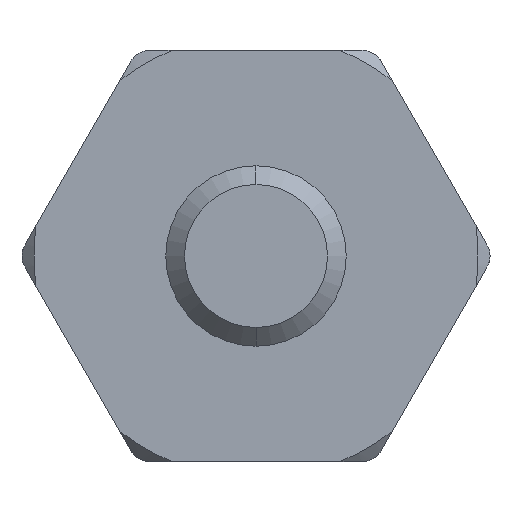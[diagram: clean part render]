
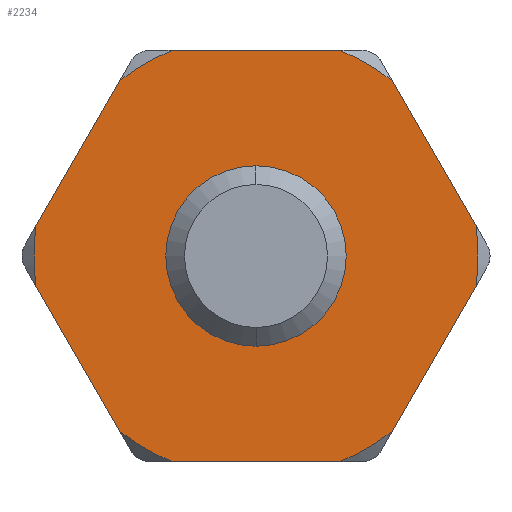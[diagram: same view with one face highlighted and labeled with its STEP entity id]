
A CAD part, front view. The second image highlights one B-rep face of the part: STEP entity #2234.
In plain terms, the highlighted planar face has unit normal (0, -1, 0).
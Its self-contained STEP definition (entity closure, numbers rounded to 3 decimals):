
#4 = VERTEX_POINT ( 'NONE', #170 ) ;
#14 = DIRECTION ( 'NONE',  ( 0., 0., 1. ) ) ;
#23 = LINE ( 'NONE', #1166, #1554 ) ;
#29 = CARTESIAN_POINT ( 'NONE',  ( 0., 0., 0. ) ) ;
#102 = VERTEX_POINT ( 'NONE', #2226 ) ;
#146 = CARTESIAN_POINT ( 'NONE',  ( -3.642, 0., -4.692 ) ) ;
#170 = CARTESIAN_POINT ( 'NONE',  ( 3.642, 0., -4.692 ) ) ;
#178 = CARTESIAN_POINT ( 'NONE',  ( -2.242, 0., -5.5 ) ) ;
#199 = EDGE_CURVE ( 'NONE', #577, #1537, #1720, .T. ) ;
#223 = CIRCLE ( 'NONE', #1236, 2.413 ) ;
#235 = LINE ( 'NONE', #795, #1682 ) ;
#264 = VECTOR ( 'NONE', #2173, 1000. ) ;
#304 = CARTESIAN_POINT ( 'NONE',  ( -5.884, 0., 0.808 ) ) ;
#334 = CARTESIAN_POINT ( 'NONE',  ( 0., 0., 0. ) ) ;
#340 = CARTESIAN_POINT ( 'NONE',  ( -3.642, 0., 4.692 ) ) ;
#342 = ORIENTED_EDGE ( 'NONE', *, *, #560, .T. ) ;
#343 = AXIS2_PLACEMENT_3D ( 'NONE', #1284, #1862, #2014 ) ;
#363 = VERTEX_POINT ( 'NONE', #178 ) ;
#392 = ORIENTED_EDGE ( 'NONE', *, *, #1250, .F. ) ;
#417 = VECTOR ( 'NONE', #589, 1000. ) ;
#440 = ORIENTED_EDGE ( 'NONE', *, *, #976, .F. ) ;
#469 = EDGE_CURVE ( 'NONE', #1996, #1537, #235, .T. ) ;
#475 = DIRECTION ( 'NONE',  ( 0., -1., 0. ) ) ;
#477 = VERTEX_POINT ( 'NONE', #2008 ) ;
#508 = CARTESIAN_POINT ( 'NONE',  ( 3.642, 0., 4.692 ) ) ;
#516 = VERTEX_POINT ( 'NONE', #1634 ) ;
#557 = CARTESIAN_POINT ( 'NONE',  ( 0., 0., 2.413 ) ) ;
#560 = EDGE_CURVE ( 'NONE', #842, #2070, #1920, .T. ) ;
#562 = CARTESIAN_POINT ( 'NONE',  ( 0., 0., 0. ) ) ;
#576 = DIRECTION ( 'NONE',  ( 0., 0., 1. ) ) ;
#577 = VERTEX_POINT ( 'NONE', #304 ) ;
#589 = DIRECTION ( 'NONE',  ( 0.5, 0., -0.866 ) ) ;
#598 = DIRECTION ( 'NONE',  ( 0., -1., 0. ) ) ;
#639 = ORIENTED_EDGE ( 'NONE', *, *, #1940, .T. ) ;
#653 = CIRCLE ( 'NONE', #1997, 5.939 ) ;
#708 = DIRECTION ( 'NONE',  ( 0., -1., 0. ) ) ;
#722 = EDGE_CURVE ( 'NONE', #842, #4, #23, .T. ) ;
#726 = VECTOR ( 'NONE', #1323, 1000. ) ;
#754 = DIRECTION ( 'NONE',  ( 0., 0., 1. ) ) ;
#795 = CARTESIAN_POINT ( 'NONE',  ( -3.175, 0., -5.5 ) ) ;
#842 = VERTEX_POINT ( 'NONE', #1377 ) ;
#851 = LINE ( 'NONE', #1987, #1039 ) ;
#881 = ORIENTED_EDGE ( 'NONE', *, *, #1304, .T. ) ;
#896 = DIRECTION ( 'NONE',  ( 0., 0., 1. ) ) ;
#906 = FACE_OUTER_BOUND ( 'NONE', #2392, .T. ) ;
#939 = ORIENTED_EDGE ( 'NONE', *, *, #199, .T. ) ;
#942 = EDGE_CURVE ( 'NONE', #577, #1659, #851, .T. ) ;
#976 = EDGE_CURVE ( 'NONE', #516, #477, #2058, .T. ) ;
#1035 = AXIS2_PLACEMENT_3D ( 'NONE', #1599, #2182, #2381 ) ;
#1039 = VECTOR ( 'NONE', #1040, 1000. ) ;
#1040 = DIRECTION ( 'NONE',  ( 0.5, 0., 0.866 ) ) ;
#1075 = CIRCLE ( 'NONE', #1875, 5.939 ) ;
#1077 = DIRECTION ( 'NONE',  ( 0., -1., 0. ) ) ;
#1096 = PLANE ( 'NONE',  #343 ) ;
#1166 = CARTESIAN_POINT ( 'NONE',  ( 6.351, 0., 0. ) ) ;
#1188 = CARTESIAN_POINT ( 'NONE',  ( 3.175, 0., -5.5 ) ) ;
#1196 = ORIENTED_EDGE ( 'NONE', *, *, #1646, .T. ) ;
#1203 = EDGE_CURVE ( 'NONE', #2332, #102, #1558, .T. ) ;
#1227 = VERTEX_POINT ( 'NONE', #508 ) ;
#1236 = AXIS2_PLACEMENT_3D ( 'NONE', #29, #2230, #576 ) ;
#1250 = EDGE_CURVE ( 'NONE', #1227, #2070, #1829, .T. ) ;
#1284 = CARTESIAN_POINT ( 'NONE',  ( 6.351, 0., 0. ) ) ;
#1304 = EDGE_CURVE ( 'NONE', #102, #2332, #223, .T. ) ;
#1323 = DIRECTION ( 'NONE',  ( 1., 0., 0. ) ) ;
#1329 = ORIENTED_EDGE ( 'NONE', *, *, #1845, .T. ) ;
#1341 = DIRECTION ( 'NONE',  ( 0., -1., 0. ) ) ;
#1360 = CARTESIAN_POINT ( 'NONE',  ( 2.242, 0., -5.5 ) ) ;
#1377 = CARTESIAN_POINT ( 'NONE',  ( 5.884, 0., -0.808 ) ) ;
#1435 = VERTEX_POINT ( 'NONE', #1360 ) ;
#1469 = CARTESIAN_POINT ( 'NONE',  ( 0., 0., 0. ) ) ;
#1511 = ORIENTED_EDGE ( 'NONE', *, *, #2161, .F. ) ;
#1521 = DIRECTION ( 'NONE',  ( 0., 0., 1. ) ) ;
#1537 = VERTEX_POINT ( 'NONE', #1994 ) ;
#1547 = DIRECTION ( 'NONE',  ( -0.5, 0., 0.866 ) ) ;
#1554 = VECTOR ( 'NONE', #1919, 1000. ) ;
#1558 = CIRCLE ( 'NONE', #1035, 2.413 ) ;
#1599 = CARTESIAN_POINT ( 'NONE',  ( 0., 0., 0. ) ) ;
#1621 = CARTESIAN_POINT ( 'NONE',  ( 0., 0., 0. ) ) ;
#1634 = CARTESIAN_POINT ( 'NONE',  ( -2.242, 0., 5.5 ) ) ;
#1642 = AXIS2_PLACEMENT_3D ( 'NONE', #2275, #1341, #1521 ) ;
#1646 = EDGE_CURVE ( 'NONE', #1996, #363, #1679, .T. ) ;
#1659 = VERTEX_POINT ( 'NONE', #340 ) ;
#1679 = CIRCLE ( 'NONE', #1840, 5.939 ) ;
#1682 = VECTOR ( 'NONE', #1547, 1000. ) ;
#1690 = EDGE_CURVE ( 'NONE', #1435, #4, #1075, .T. ) ;
#1695 = DIRECTION ( 'NONE',  ( 0., -1., 0. ) ) ;
#1720 = CIRCLE ( 'NONE', #1642, 5.939 ) ;
#1731 = CARTESIAN_POINT ( 'NONE',  ( 5.884, 0., 0.808 ) ) ;
#1765 = ORIENTED_EDGE ( 'NONE', *, *, #1203, .T. ) ;
#1829 = LINE ( 'NONE', #2046, #417 ) ;
#1840 = AXIS2_PLACEMENT_3D ( 'NONE', #1469, #708, #754 ) ;
#1845 = EDGE_CURVE ( 'NONE', #516, #1659, #653, .T. ) ;
#1862 = DIRECTION ( 'NONE',  ( 0., 1., 0. ) ) ;
#1875 = AXIS2_PLACEMENT_3D ( 'NONE', #562, #1695, #14 ) ;
#1919 = DIRECTION ( 'NONE',  ( -0.5, 0., -0.866 ) ) ;
#1920 = CIRCLE ( 'NONE', #2314, 5.939 ) ;
#1932 = CARTESIAN_POINT ( 'NONE',  ( 0., 0., 0. ) ) ;
#1940 = EDGE_CURVE ( 'NONE', #1227, #477, #2116, .T. ) ;
#1946 = DIRECTION ( 'NONE',  ( 0., 0., 1. ) ) ;
#1987 = CARTESIAN_POINT ( 'NONE',  ( -6.351, 0., 0. ) ) ;
#1994 = CARTESIAN_POINT ( 'NONE',  ( -5.884, 0., -0.808 ) ) ;
#1996 = VERTEX_POINT ( 'NONE', #146 ) ;
#1997 = AXIS2_PLACEMENT_3D ( 'NONE', #1932, #598, #1946 ) ;
#2008 = CARTESIAN_POINT ( 'NONE',  ( 2.242, 0., 5.5 ) ) ;
#2014 = DIRECTION ( 'NONE',  ( 0., 0., 1. ) ) ;
#2046 = CARTESIAN_POINT ( 'NONE',  ( 3.175, 0., 5.5 ) ) ;
#2058 = LINE ( 'NONE', #2082, #726 ) ;
#2070 = VERTEX_POINT ( 'NONE', #1731 ) ;
#2082 = CARTESIAN_POINT ( 'NONE',  ( -3.175, 0., 5.5 ) ) ;
#2106 = EDGE_LOOP ( 'NONE', ( #1765, #881 ) ) ;
#2116 = CIRCLE ( 'NONE', #2428, 5.939 ) ;
#2129 = ORIENTED_EDGE ( 'NONE', *, *, #942, .F. ) ;
#2150 = LINE ( 'NONE', #1188, #264 ) ;
#2161 = EDGE_CURVE ( 'NONE', #1435, #363, #2150, .T. ) ;
#2173 = DIRECTION ( 'NONE',  ( -1., 0., 0. ) ) ;
#2182 = DIRECTION ( 'NONE',  ( 0., 1., 0. ) ) ;
#2221 = FACE_BOUND ( 'NONE', #2106, .T. ) ;
#2226 = CARTESIAN_POINT ( 'NONE',  ( 0., 0., -2.413 ) ) ;
#2230 = DIRECTION ( 'NONE',  ( 0., 1., 0. ) ) ;
#2234 = ADVANCED_FACE ( 'NONE', ( #2221, #906 ), #1096, .F. ) ;
#2243 = ORIENTED_EDGE ( 'NONE', *, *, #469, .F. ) ;
#2269 = ORIENTED_EDGE ( 'NONE', *, *, #722, .F. ) ;
#2275 = CARTESIAN_POINT ( 'NONE',  ( 0., 0., 0. ) ) ;
#2300 = ORIENTED_EDGE ( 'NONE', *, *, #1690, .T. ) ;
#2314 = AXIS2_PLACEMENT_3D ( 'NONE', #1621, #475, #2340 ) ;
#2332 = VERTEX_POINT ( 'NONE', #557 ) ;
#2340 = DIRECTION ( 'NONE',  ( 0., 0., 1. ) ) ;
#2381 = DIRECTION ( 'NONE',  ( 0., 0., 1. ) ) ;
#2392 = EDGE_LOOP ( 'NONE', ( #440, #1329, #2129, #939, #2243, #1196, #1511, #2300, #2269, #342, #392, #639 ) ) ;
#2428 = AXIS2_PLACEMENT_3D ( 'NONE', #334, #1077, #896 ) ;
